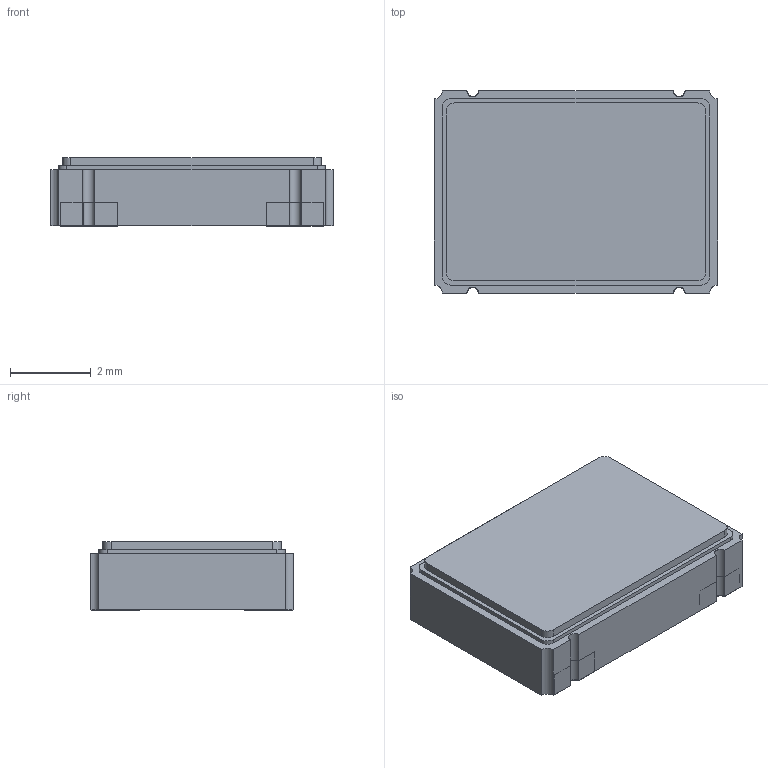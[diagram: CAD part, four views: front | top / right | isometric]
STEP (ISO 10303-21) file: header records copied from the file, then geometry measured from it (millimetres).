
FILE_DESCRIPTION(('FreeCAD Model'),'2;1');
FILE_NAME('805378.1.5.stp','2020-04-08T13:33:46',( 'Author'),(''),'Open CASCADE STEP processor 6.9','FreeCAD','Unknown' );
FILE_SCHEMA(('AUTOMOTIVE_DESIGN { 1 0 10303 214 1 1 1 1 }'));
Length unit declared in the file: millimetre
Products named in the file (5): ASSEMBLY; Pad13; Pad14; body; terminal
Assembly tree (4 placements, depth 2):
  ASSEMBLY
    Pad13
    Pad14
    body
    terminal
Bounding box: 7 x 5 x 1.7 mm (x, y, z)
Surface area: 252.1 mm2
Topology: 7 solids, 7 shells, 71 faces, 171 edges, 114 vertices
Faces by surface type: plane 51, cylinder 20
Entity records: 4458 total; most frequent: CARTESIAN_POINT 835, DIRECTION 663, LINE 409, VECTOR 409, ORIENTED_EDGE 342, PCURVE 342, DEFINITIONAL_REPRESENTATION 342, EDGE_CURVE 171
